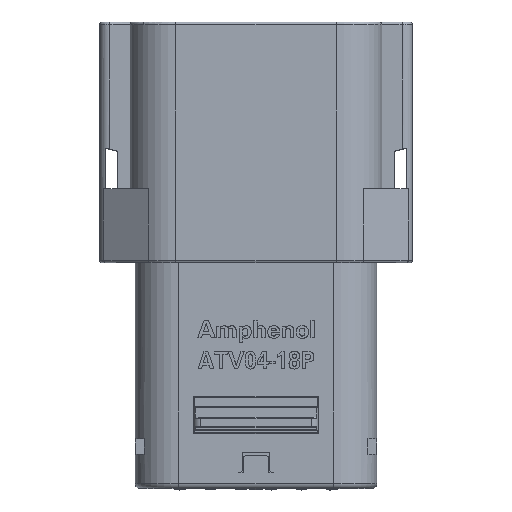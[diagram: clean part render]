
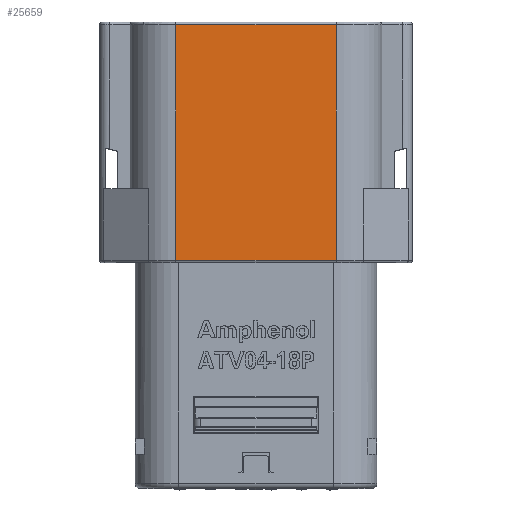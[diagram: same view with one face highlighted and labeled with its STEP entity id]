
A CAD part, top view. The second image highlights one B-rep face of the part: STEP entity #25659.
In plain terms, the highlighted planar face has unit normal (0, 0, 1).
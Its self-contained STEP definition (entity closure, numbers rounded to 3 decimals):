
#4479=DIRECTION('',(-1.,0.,0.));
#4480=VECTOR('',#4479,23.54);
#4481=CARTESIAN_POINT('',(11.77,33.4,15.7));
#4482=LINE('',#4481,#4480);
#4483=DIRECTION('',(0.,1.,0.));
#4484=VECTOR('',#4483,34.55);
#4485=CARTESIAN_POINT('',(-11.77,33.4,15.7));
#4486=LINE('',#4485,#4484);
#4487=DIRECTION('',(-1.,0.,0.));
#4488=VECTOR('',#4487,23.54);
#4489=CARTESIAN_POINT('',(11.77,67.95,15.7));
#4490=LINE('',#4489,#4488);
#4491=DIRECTION('',(0.,-1.,0.));
#4492=VECTOR('',#4491,34.55);
#4493=CARTESIAN_POINT('',(11.77,67.95,15.7));
#4494=LINE('',#4493,#4492);
#18698=CARTESIAN_POINT('',(-11.77,67.95,15.7));
#18699=VERTEX_POINT('',#18698);
#18700=CARTESIAN_POINT('',(11.77,67.95,15.7));
#18701=VERTEX_POINT('',#18700);
#19580=CARTESIAN_POINT('',(-11.77,33.4,15.7));
#19581=VERTEX_POINT('',#19580);
#19584=CARTESIAN_POINT('',(11.77,33.4,15.7));
#19585=VERTEX_POINT('',#19584);
#25647=CARTESIAN_POINT('',(-18.5,37.2,15.7));
#25648=DIRECTION('',(0.,0.,1.));
#25649=DIRECTION('',(1.,0.,0.));
#25650=AXIS2_PLACEMENT_3D('',#25647,#25648,#25649);
#25651=PLANE('',#25650);
#25652=ORIENTED_EDGE('',*,*,#21748,.T.);
#25653=ORIENTED_EDGE('',*,*,#25615,.T.);
#25654=ORIENTED_EDGE('',*,*,#25638,.F.);
#25656=ORIENTED_EDGE('',*,*,#25655,.T.);
#25657=EDGE_LOOP('',(#25652,#25653,#25654,#25656));
#25658=FACE_OUTER_BOUND('',#25657,.F.);
#25659=ADVANCED_FACE('',(#25658),#25651,.T.);
#21748=EDGE_CURVE('',#19585,#19581,#4482,.T.);
#25615=EDGE_CURVE('',#19581,#18699,#4486,.T.);
#25638=EDGE_CURVE('',#18701,#18699,#4490,.T.);
#25655=EDGE_CURVE('',#18701,#19585,#4494,.T.);
